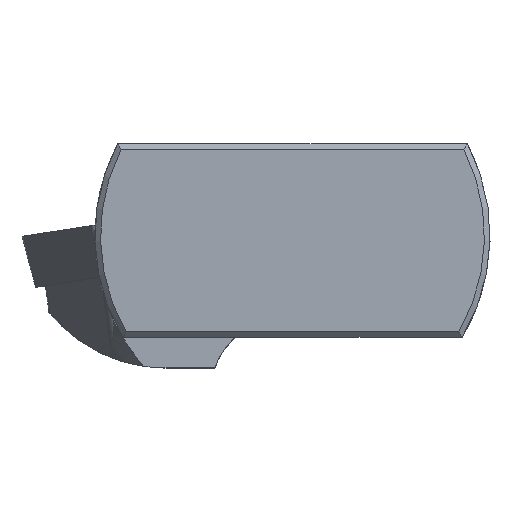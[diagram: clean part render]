
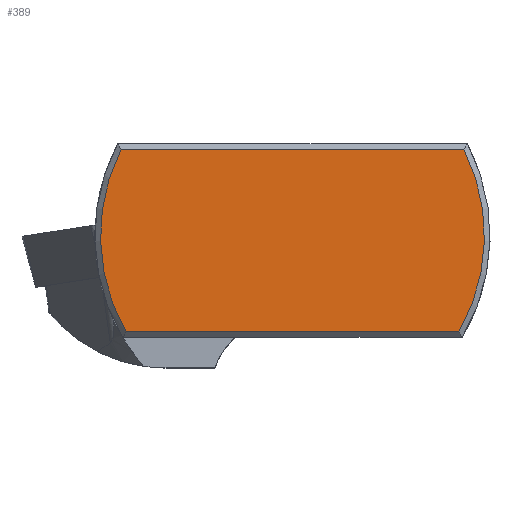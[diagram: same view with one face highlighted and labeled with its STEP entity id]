
A CAD part, top view. The second image highlights one B-rep face of the part: STEP entity #389.
In plain terms, the highlighted planar face has unit normal (0, 0, 1).
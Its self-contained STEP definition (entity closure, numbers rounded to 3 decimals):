
#189=PLANE('',#1313);
#197=LINE('',#1732,#271);
#199=LINE('',#1735,#273);
#271=VECTOR('',#1375,1.);
#273=VECTOR('',#1379,1.);
#389=ADVANCED_FACE('',(#456),#189,.T.);
#456=FACE_OUTER_BOUND('',#516,.T.);
#516=EDGE_LOOP('',(#813,#814,#815,#816));
#542=CIRCLE('',#1225,14.575);
#544=CIRCLE('',#1228,14.575);
#813=ORIENTED_EDGE('',*,*,#989,.F.);
#814=ORIENTED_EDGE('',*,*,#982,.F.);
#815=ORIENTED_EDGE('',*,*,#991,.F.);
#816=ORIENTED_EDGE('',*,*,#986,.F.);
#881=VERTEX_POINT('',#1707);
#882=VERTEX_POINT('',#1709);
#885=VERTEX_POINT('',#1722);
#886=VERTEX_POINT('',#1724);
#982=EDGE_CURVE('',#881,#882,#542,.T.);
#986=EDGE_CURVE('',#885,#886,#544,.T.);
#989=EDGE_CURVE('',#882,#885,#197,.T.);
#991=EDGE_CURVE('',#886,#881,#199,.T.);
#1225=AXIS2_PLACEMENT_3D('',#1708,#1363,#1364);
#1228=AXIS2_PLACEMENT_3D('',#1723,#1369,#1370);
#1313=AXIS2_PLACEMENT_3D('',#2059,#1597,#1598);
#1363=DIRECTION('',(0.,0.,-1.));
#1364=DIRECTION('',(1.,0.,0.));
#1369=DIRECTION('',(0.,0.,-1.));
#1370=DIRECTION('',(1.,0.,0.));
#1375=DIRECTION('',(-1.,0.,0.));
#1379=DIRECTION('',(1.,0.,0.));
#1597=DIRECTION('',(0.,0.,1.));
#1598=DIRECTION('',(1.,0.,0.));
#1707=CARTESIAN_POINT('',(13.008,6.575,0.));
#1708=CARTESIAN_POINT('',(0.,0.,0.));
#1709=CARTESIAN_POINT('',(12.63,-7.275,0.));
#1722=CARTESIAN_POINT('',(-12.63,-7.275,0.));
#1723=CARTESIAN_POINT('',(0.,0.,0.));
#1724=CARTESIAN_POINT('',(-13.008,6.575,0.));
#1732=CARTESIAN_POINT('',(-25.,-7.275,0.));
#1735=CARTESIAN_POINT('',(-25.,6.575,0.));
#2059=CARTESIAN_POINT('',(0.,0.,0.));
